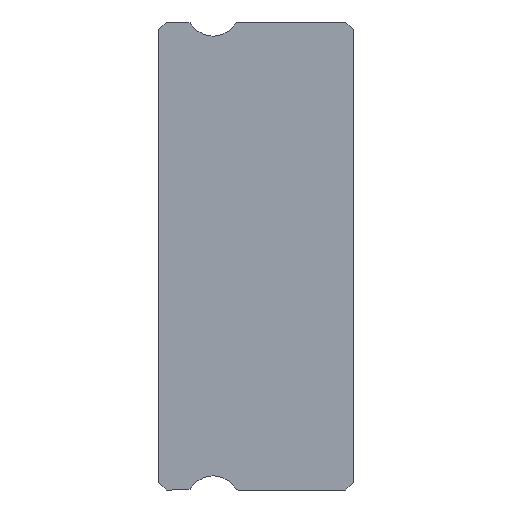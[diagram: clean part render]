
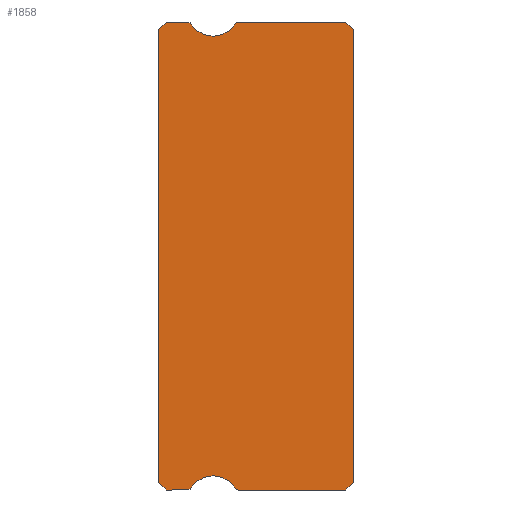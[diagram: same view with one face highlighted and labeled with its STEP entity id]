
A CAD part, left-side view. The second image highlights one B-rep face of the part: STEP entity #1858.
In plain terms, the highlighted planar face has unit normal (-1, 0, 0).
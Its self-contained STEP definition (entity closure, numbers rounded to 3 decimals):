
#98 = DIRECTION ( 'NONE',  ( 0., 0., 1. ) ) ;
#112 = VECTOR ( 'NONE', #1088, 1000. ) ;
#154 = VERTEX_POINT ( 'NONE', #1618 ) ;
#189 = VERTEX_POINT ( 'NONE', #197 ) ;
#197 = CARTESIAN_POINT ( 'NONE',  ( -15., 6.253, -8.928 ) ) ;
#237 = CARTESIAN_POINT ( 'NONE',  ( -15., 6.381, 9. ) ) ;
#259 = CIRCLE ( 'NONE', #2326, 0.15 ) ;
#262 = CARTESIAN_POINT ( 'NONE',  ( -15., 0., -8.7 ) ) ;
#263 = DIRECTION ( 'NONE',  ( 0., -1., 0. ) ) ;
#269 = VERTEX_POINT ( 'NONE', #3324 ) ;
#300 = ORIENTED_EDGE ( 'NONE', *, *, #2882, .F. ) ;
#332 = PLANE ( 'NONE',  #473 ) ;
#362 = EDGE_CURVE ( 'NONE', #458, #2771, #2275, .T. ) ;
#381 = ORIENTED_EDGE ( 'NONE', *, *, #4625, .T. ) ;
#458 = VERTEX_POINT ( 'NONE', #760 ) ;
#473 = AXIS2_PLACEMENT_3D ( 'NONE', #1971, #3598, #4635 ) ;
#535 = ORIENTED_EDGE ( 'NONE', *, *, #3994, .T. ) ;
#554 = ORIENTED_EDGE ( 'NONE', *, *, #1272, .T. ) ;
#709 = DIRECTION ( 'NONE',  ( 1., 0., 0. ) ) ;
#711 = CIRCLE ( 'NONE', #2084, 0.15 ) ;
#721 = DIRECTION ( 'NONE',  ( 0., 0., -1. ) ) ;
#738 = DIRECTION ( 'NONE',  ( 0., 0., -1. ) ) ;
#760 = CARTESIAN_POINT ( 'NONE',  ( -15., 0.3, 9. ) ) ;
#819 = EDGE_LOOP ( 'NONE', ( #2816, #535, #554, #3221, #300, #3992, #3475, #4750, #3063, #1752, #4920, #4239, #2633, #1361, #3969, #3659, #381 ) ) ;
#828 = DIRECTION ( 'NONE',  ( 0., 0.707, -0.707 ) ) ;
#875 = CARTESIAN_POINT ( 'NONE',  ( -15., 6.381, -9. ) ) ;
#894 = VECTOR ( 'NONE', #4428, 1000. ) ;
#925 = CARTESIAN_POINT ( 'NONE',  ( -15., 7.2, -9. ) ) ;
#937 = VECTOR ( 'NONE', #828, 1000. ) ;
#948 = DIRECTION ( 'NONE',  ( 1., 0., 0. ) ) ;
#1010 = DIRECTION ( 'NONE',  ( 0., 0., -1. ) ) ;
#1045 = LINE ( 'NONE', #237, #3509 ) ;
#1085 = CARTESIAN_POINT ( 'NONE',  ( -15., 7.5, 8.7 ) ) ;
#1088 = DIRECTION ( 'NONE',  ( 0., -0.707, -0.707 ) ) ;
#1131 = VERTEX_POINT ( 'NONE', #1467 ) ;
#1172 = CARTESIAN_POINT ( 'NONE',  ( -15., 6.381, -9. ) ) ;
#1197 = DIRECTION ( 'NONE',  ( 0., -1., 0. ) ) ;
#1218 = EDGE_CURVE ( 'NONE', #1399, #1815, #1523, .T. ) ;
#1249 = VERTEX_POINT ( 'NONE', #2832 ) ;
#1256 = CARTESIAN_POINT ( 'NONE',  ( -15., 4.419, 9. ) ) ;
#1266 = CARTESIAN_POINT ( 'NONE',  ( -15., 6.381, -9. ) ) ;
#1267 = DIRECTION ( 'NONE',  ( 1., 0., 0. ) ) ;
#1272 = EDGE_CURVE ( 'NONE', #3360, #2875, #4934, .T. ) ;
#1293 = CIRCLE ( 'NONE', #1975, 1. ) ;
#1302 = CIRCLE ( 'NONE', #5132, 1. ) ;
#1361 = ORIENTED_EDGE ( 'NONE', *, *, #3837, .F. ) ;
#1399 = VERTEX_POINT ( 'NONE', #2515 ) ;
#1467 = CARTESIAN_POINT ( 'NONE',  ( -15., 4.547, 8.928 ) ) ;
#1473 = VECTOR ( 'NONE', #98, 1000. ) ;
#1483 = DIRECTION ( 'NONE',  ( 0., 0., -1. ) ) ;
#1506 = VERTEX_POINT ( 'NONE', #3041 ) ;
#1523 = LINE ( 'NONE', #1172, #894 ) ;
#1549 = CIRCLE ( 'NONE', #3250, 0.15 ) ;
#1589 = DIRECTION ( 'NONE',  ( -1., 0., 0. ) ) ;
#1618 = CARTESIAN_POINT ( 'NONE',  ( -15., 6.253, 8.928 ) ) ;
#1685 = DIRECTION ( 'NONE',  ( -1., 0., 0. ) ) ;
#1712 = CIRCLE ( 'NONE', #4698, 0.15 ) ;
#1752 = ORIENTED_EDGE ( 'NONE', *, *, #362, .F. ) ;
#1815 = VERTEX_POINT ( 'NONE', #2773 ) ;
#1858 = ADVANCED_FACE ( 'NONE', ( #3998 ), #332, .F. ) ;
#1948 = EDGE_CURVE ( 'NONE', #3341, #1506, #3687, .T. ) ;
#1971 = CARTESIAN_POINT ( 'NONE',  ( -15., 6.381, 8.85 ) ) ;
#1975 = AXIS2_PLACEMENT_3D ( 'NONE', #5137, #1589, #1483 ) ;
#2073 = LINE ( 'NONE', #2896, #4898 ) ;
#2084 = AXIS2_PLACEMENT_3D ( 'NONE', #2163, #948, #3789 ) ;
#2163 = CARTESIAN_POINT ( 'NONE',  ( -15., 6.381, -8.85 ) ) ;
#2216 = EDGE_CURVE ( 'NONE', #3312, #1131, #1293, .T. ) ;
#2228 = LINE ( 'NONE', #2552, #1473 ) ;
#2234 = CIRCLE ( 'NONE', #4016, 1. ) ;
#2275 = LINE ( 'NONE', #2696, #112 ) ;
#2326 = AXIS2_PLACEMENT_3D ( 'NONE', #3540, #709, #738 ) ;
#2376 = CARTESIAN_POINT ( 'NONE',  ( -15., 7.2, -9. ) ) ;
#2412 = DIRECTION ( 'NONE',  ( 0., 0., 1. ) ) ;
#2485 = VECTOR ( 'NONE', #5073, 1000. ) ;
#2515 = CARTESIAN_POINT ( 'NONE',  ( -15., 0.3, -9. ) ) ;
#2516 = LINE ( 'NONE', #925, #4532 ) ;
#2552 = CARTESIAN_POINT ( 'NONE',  ( -15., 0., 8.7 ) ) ;
#2576 = CARTESIAN_POINT ( 'NONE',  ( -15., 4.547, -8.928 ) ) ;
#2615 = CARTESIAN_POINT ( 'NONE',  ( -15., 7.5, -8.7 ) ) ;
#2633 = ORIENTED_EDGE ( 'NONE', *, *, #2216, .F. ) ;
#2696 = CARTESIAN_POINT ( 'NONE',  ( -15., 0.3, 9. ) ) ;
#2771 = VERTEX_POINT ( 'NONE', #3939 ) ;
#2773 = CARTESIAN_POINT ( 'NONE',  ( -15., 4.419, -9. ) ) ;
#2816 = ORIENTED_EDGE ( 'NONE', *, *, #1948, .F. ) ;
#2832 = CARTESIAN_POINT ( 'NONE',  ( -15., 0., -8.7 ) ) ;
#2875 = VERTEX_POINT ( 'NONE', #1266 ) ;
#2882 = EDGE_CURVE ( 'NONE', #2952, #189, #1302, .T. ) ;
#2896 = CARTESIAN_POINT ( 'NONE',  ( -15., 7.2, 9. ) ) ;
#2952 = VERTEX_POINT ( 'NONE', #2576 ) ;
#3008 = EDGE_CURVE ( 'NONE', #1249, #2771, #2228, .T. ) ;
#3041 = CARTESIAN_POINT ( 'NONE',  ( -15., 7.5, 8.7 ) ) ;
#3058 = CARTESIAN_POINT ( 'NONE',  ( -15., 5.4, 8.45 ) ) ;
#3063 = ORIENTED_EDGE ( 'NONE', *, *, #3008, .T. ) ;
#3070 = CARTESIAN_POINT ( 'NONE',  ( -15., 4.419, 8.85 ) ) ;
#3221 = ORIENTED_EDGE ( 'NONE', *, *, #5161, .F. ) ;
#3250 = AXIS2_PLACEMENT_3D ( 'NONE', #3070, #4357, #1010 ) ;
#3312 = VERTEX_POINT ( 'NONE', #3058 ) ;
#3324 = CARTESIAN_POINT ( 'NONE',  ( -15., 6.381, 9. ) ) ;
#3341 = VERTEX_POINT ( 'NONE', #2615 ) ;
#3344 = EDGE_CURVE ( 'NONE', #1815, #2952, #259, .T. ) ;
#3360 = VERTEX_POINT ( 'NONE', #2376 ) ;
#3385 = CARTESIAN_POINT ( 'NONE',  ( -15., 7.2, 9. ) ) ;
#3447 = LINE ( 'NONE', #262, #2485 ) ;
#3475 = ORIENTED_EDGE ( 'NONE', *, *, #1218, .F. ) ;
#3509 = VECTOR ( 'NONE', #263, 1000. ) ;
#3540 = CARTESIAN_POINT ( 'NONE',  ( -15., 4.419, -8.85 ) ) ;
#3598 = DIRECTION ( 'NONE',  ( 1., 0., 0. ) ) ;
#3659 = ORIENTED_EDGE ( 'NONE', *, *, #5290, .T. ) ;
#3687 = LINE ( 'NONE', #4807, #5122 ) ;
#3697 = DIRECTION ( 'NONE',  ( 0., 1., 0. ) ) ;
#3712 = VECTOR ( 'NONE', #1197, 1000. ) ;
#3726 = LINE ( 'NONE', #1085, #937 ) ;
#3779 = EDGE_CURVE ( 'NONE', #1249, #1399, #3447, .T. ) ;
#3789 = DIRECTION ( 'NONE',  ( 0., 0., -1. ) ) ;
#3837 = EDGE_CURVE ( 'NONE', #154, #3312, #2234, .T. ) ;
#3939 = CARTESIAN_POINT ( 'NONE',  ( -15., 0., 8.7 ) ) ;
#3969 = ORIENTED_EDGE ( 'NONE', *, *, #4610, .F. ) ;
#3992 = ORIENTED_EDGE ( 'NONE', *, *, #3344, .F. ) ;
#3994 = EDGE_CURVE ( 'NONE', #3341, #3360, #2516, .T. ) ;
#3998 = FACE_OUTER_BOUND ( 'NONE', #819, .T. ) ;
#4016 = AXIS2_PLACEMENT_3D ( 'NONE', #4495, #4463, #721 ) ;
#4093 = DIRECTION ( 'NONE',  ( 0., 0., -1. ) ) ;
#4239 = ORIENTED_EDGE ( 'NONE', *, *, #4946, .F. ) ;
#4340 = DIRECTION ( 'NONE',  ( 0., 0., -1. ) ) ;
#4357 = DIRECTION ( 'NONE',  ( 1., 0., 0. ) ) ;
#4366 = VERTEX_POINT ( 'NONE', #3385 ) ;
#4428 = DIRECTION ( 'NONE',  ( 0., 1., 0. ) ) ;
#4463 = DIRECTION ( 'NONE',  ( -1., 0., 0. ) ) ;
#4495 = CARTESIAN_POINT ( 'NONE',  ( -15., 5.4, 9.45 ) ) ;
#4503 = CARTESIAN_POINT ( 'NONE',  ( -15., 6.381, 8.85 ) ) ;
#4532 = VECTOR ( 'NONE', #5014, 1000. ) ;
#4610 = EDGE_CURVE ( 'NONE', #269, #154, #1712, .T. ) ;
#4625 = EDGE_CURVE ( 'NONE', #4366, #1506, #3726, .T. ) ;
#4635 = DIRECTION ( 'NONE',  ( 0., 0., -1. ) ) ;
#4698 = AXIS2_PLACEMENT_3D ( 'NONE', #4503, #1267, #4340 ) ;
#4750 = ORIENTED_EDGE ( 'NONE', *, *, #3779, .F. ) ;
#4807 = CARTESIAN_POINT ( 'NONE',  ( -15., 7.5, 8.85 ) ) ;
#4898 = VECTOR ( 'NONE', #3697, 1000. ) ;
#4920 = ORIENTED_EDGE ( 'NONE', *, *, #4969, .F. ) ;
#4934 = LINE ( 'NONE', #875, #3712 ) ;
#4946 = EDGE_CURVE ( 'NONE', #1131, #5147, #1549, .T. ) ;
#4969 = EDGE_CURVE ( 'NONE', #5147, #458, #1045, .T. ) ;
#5014 = DIRECTION ( 'NONE',  ( 0., -0.707, -0.707 ) ) ;
#5073 = DIRECTION ( 'NONE',  ( 0., 0.707, -0.707 ) ) ;
#5122 = VECTOR ( 'NONE', #2412, 1000. ) ;
#5132 = AXIS2_PLACEMENT_3D ( 'NONE', #5265, #1685, #4093 ) ;
#5137 = CARTESIAN_POINT ( 'NONE',  ( -15., 5.4, 9.45 ) ) ;
#5147 = VERTEX_POINT ( 'NONE', #1256 ) ;
#5161 = EDGE_CURVE ( 'NONE', #189, #2875, #711, .T. ) ;
#5265 = CARTESIAN_POINT ( 'NONE',  ( -15., 5.4, -9.45 ) ) ;
#5290 = EDGE_CURVE ( 'NONE', #269, #4366, #2073, .T. ) ;
